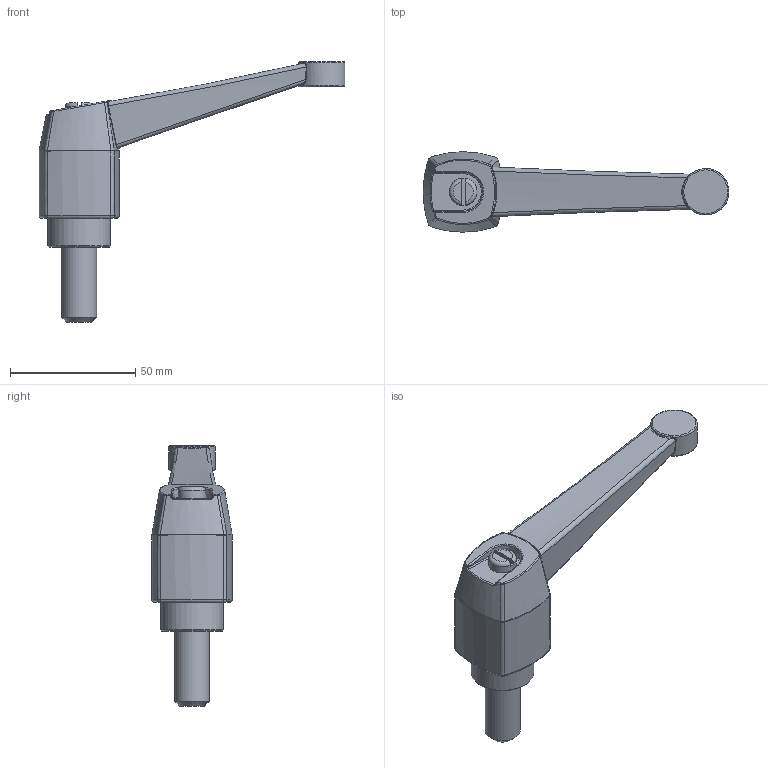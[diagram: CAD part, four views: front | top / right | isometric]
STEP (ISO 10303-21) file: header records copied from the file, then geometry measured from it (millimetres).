
FILE_DESCRIPTION( ( 'Unknown' ), '1' );
FILE_NAME( '7741205_NM106_P_M14x30.stp', 'Unknown', ( 'Unknown' ), ( 'Unknown' ), 'PSStep 14.0', 'Unknown', ' ' );
FILE_SCHEMA( ( 'AUTOMOTIVE_DESIGN { 1 0 10303 214 1 1 1 1 }' ) );
Length unit declared in the file: millimetre
Products named in the file (1): 1
Bounding box: 122 x 32 x 104 mm (x, y, z)
Volume: 59993.2 mm3; surface area: 15136.5 mm2
Topology: 1 solids, 1 shells, 139 faces, 307 edges, 174 vertices
Faces by surface type: bspline 92, plane 16, cylinder 13, torus 9, sphere 6, cone 2, offset 1
Full cylindrical faces by diameter (mm): 11 x1, 14 x1, 25 x1
Entity records: 18268 total; most frequent: CARTESIAN_POINT 14847, ORIENTED_EDGE 598, EDGE_CURVE 299, DIRECTION 284, B_SPLINE_CURVE_WITH_KNOTS 192, VERTEX_POINT 171, EDGE_LOOP 148, FACE_OUTER_BOUND 142
